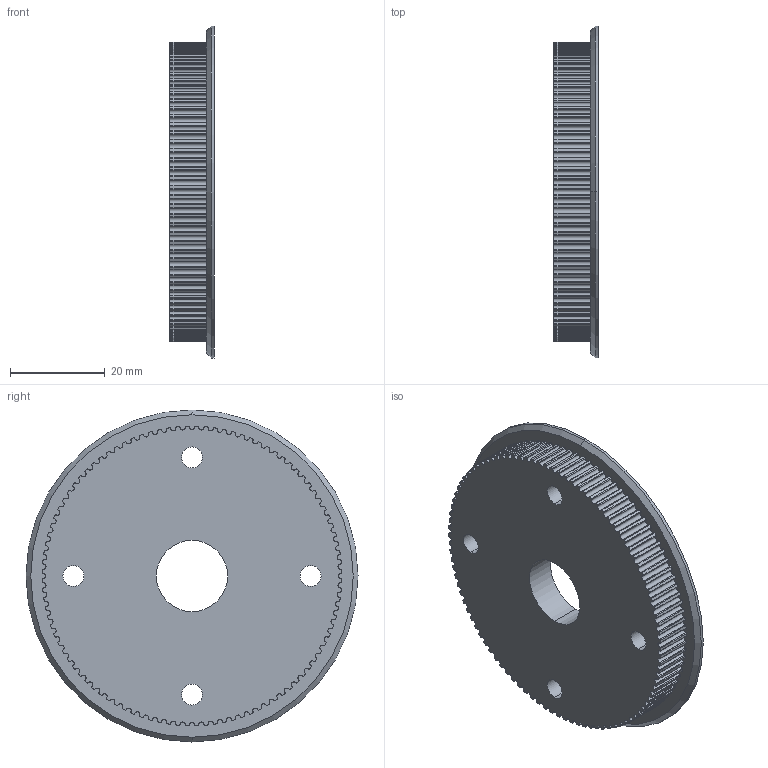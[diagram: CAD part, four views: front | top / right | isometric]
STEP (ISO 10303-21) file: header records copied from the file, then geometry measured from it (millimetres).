
FILE_DESCRIPTION (( 'STEP AP203' ), '1' );
FILE_NAME ('Pulley100TBase_Default_sldprt.STEP', '2025-10-23T01:46:20', ( '' ), ( '' ), 'SwSTEP 2.0', 'SolidWorks 2024', '' );
FILE_SCHEMA (( 'CONFIG_CONTROL_DESIGN' ));
Length unit declared in the file: millimetre
Products named in the file (1): Pulley100TBase_Default_sldprt
Bounding box: 9.3 x 70 x 70 mm (x, y, z)
Volume: 24643 mm3; surface area: 10954.8 mm2
Topology: 1 solids, 1 shells, 537 faces, 1585 edges, 1056 vertices
Faces by surface type: cylinder 527, plane 8, cone 2
Entity records: 18676 total; most frequent: DIRECTION 3717, CARTESIAN_POINT 3179, ORIENTED_EDGE 3170, AXIS2_PLACEMENT_3D 1594, EDGE_CURVE 1585, CIRCLE 1056, VERTEX_POINT 1056, EDGE_LOOP 553
